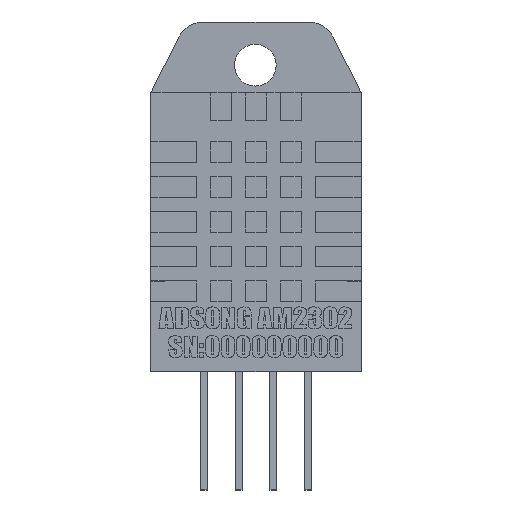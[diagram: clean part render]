
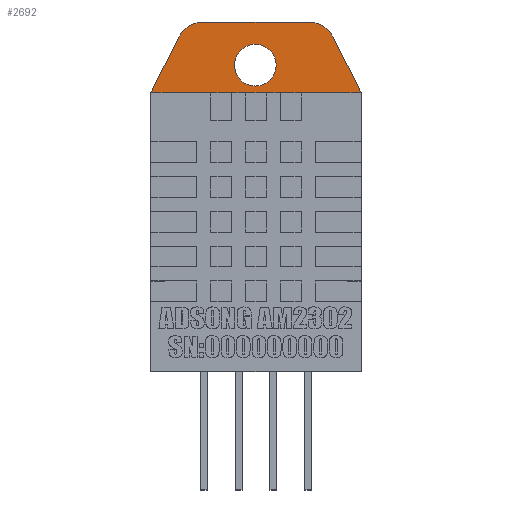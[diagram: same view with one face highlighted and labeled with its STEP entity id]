
A CAD part, top view. The second image highlights one B-rep face of the part: STEP entity #2692.
In plain terms, the highlighted planar face has unit normal (0, 0, 1).
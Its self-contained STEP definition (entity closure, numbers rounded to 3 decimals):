
#260 = DIRECTION ( 'NONE',  ( 0., 0., 1. ) ) ;
#1074 = EDGE_CURVE ( 'NONE', #22708, #7329, #4421, .T. ) ;
#1784 = EDGE_CURVE ( 'NONE', #22708, #12909, #5959, .T. ) ;
#1858 = CARTESIAN_POINT ( 'NONE',  ( 7.5, 22., 2. ) ) ;
#2030 = DIRECTION ( 'NONE',  ( 1., 0., 0. ) ) ;
#2038 = ORIENTED_EDGE ( 'NONE', *, *, #11867, .F. ) ;
#2610 = CARTESIAN_POINT ( 'NONE',  ( 11.314, 25.1, 2. ) ) ;
#2692 = ADVANCED_FACE ( 'NONE', ( #10312, #9789 ), #20267, .F. ) ;
#3651 = CARTESIAN_POINT ( 'NONE',  ( 9., 22., 2. ) ) ;
#4059 = CARTESIAN_POINT ( 'NONE',  ( 7.5, 22., 2. ) ) ;
#4421 = LINE ( 'NONE', #15125, #7710 ) ;
#5066 = CARTESIAN_POINT ( 'NONE',  ( 0., 20., 2. ) ) ;
#5377 = VERTEX_POINT ( 'NONE', #19000 ) ;
#5395 = CARTESIAN_POINT ( 'NONE',  ( 13.103, 23.994, 2. ) ) ;
#5886 = ORIENTED_EDGE ( 'NONE', *, *, #22348, .T. ) ;
#5959 = LINE ( 'NONE', #8203, #20913 ) ;
#6194 = ORIENTED_EDGE ( 'NONE', *, *, #19541, .F. ) ;
#6248 = AXIS2_PLACEMENT_3D ( 'NONE', #16293, #7889, #21427 ) ;
#6367 = DIRECTION ( 'NONE',  ( -0.447, -0.894, 0. ) ) ;
#7329 = VERTEX_POINT ( 'NONE', #5395 ) ;
#7432 = CARTESIAN_POINT ( 'NONE',  ( 3.786, 25.1, 2. ) ) ;
#7710 = VECTOR ( 'NONE', #25578, 1000. ) ;
#7889 = DIRECTION ( 'NONE',  ( 0., 0., -1. ) ) ;
#8203 = CARTESIAN_POINT ( 'NONE',  ( 0., 20., 2. ) ) ;
#8316 = EDGE_LOOP ( 'NONE', ( #17191, #28143, #5886, #33179, #25153, #24423 ) ) ;
#8557 = CARTESIAN_POINT ( 'NONE',  ( 2.55, 25.1, 2. ) ) ;
#8842 = AXIS2_PLACEMENT_3D ( 'NONE', #27266, #33064, #11636 ) ;
#9309 = CARTESIAN_POINT ( 'NONE',  ( 15.1, 20., 2. ) ) ;
#9784 = CARTESIAN_POINT ( 'NONE',  ( 6., 22., 2. ) ) ;
#9789 = FACE_OUTER_BOUND ( 'NONE', #8316, .T. ) ;
#10312 = FACE_BOUND ( 'NONE', #11767, .T. ) ;
#10328 = CIRCLE ( 'NONE', #27884, 1.5 ) ;
#11636 = DIRECTION ( 'NONE',  ( -1., 0., 0. ) ) ;
#11767 = EDGE_LOOP ( 'NONE', ( #2038, #6194 ) ) ;
#11867 = EDGE_CURVE ( 'NONE', #31005, #20813, #10328, .T. ) ;
#12909 = VERTEX_POINT ( 'NONE', #5066 ) ;
#14419 = DIRECTION ( 'NONE',  ( 0., 0., 1. ) ) ;
#14925 = CIRCLE ( 'NONE', #8842, 2. ) ;
#14938 = DIRECTION ( 'NONE',  ( 1., 0., 0. ) ) ;
#15125 = CARTESIAN_POINT ( 'NONE',  ( 12.55, 25.1, 2. ) ) ;
#16293 = CARTESIAN_POINT ( 'NONE',  ( 0., 0., 2. ) ) ;
#16683 = VERTEX_POINT ( 'NONE', #2610 ) ;
#17191 = ORIENTED_EDGE ( 'NONE', *, *, #1074, .T. ) ;
#17757 = AXIS2_PLACEMENT_3D ( 'NONE', #26236, #260, #28987 ) ;
#18847 = CIRCLE ( 'NONE', #17757, 2. ) ;
#19000 = CARTESIAN_POINT ( 'NONE',  ( 1.997, 23.994, 2. ) ) ;
#19541 = EDGE_CURVE ( 'NONE', #20813, #31005, #21683, .T. ) ;
#19958 = LINE ( 'NONE', #25073, #28352 ) ;
#20267 = PLANE ( 'NONE',  #6248 ) ;
#20639 = AXIS2_PLACEMENT_3D ( 'NONE', #1858, #23010, #2030 ) ;
#20813 = VERTEX_POINT ( 'NONE', #3651 ) ;
#20913 = VECTOR ( 'NONE', #24479, 1000. ) ;
#21120 = LINE ( 'NONE', #8557, #23195 ) ;
#21427 = DIRECTION ( 'NONE',  ( -1., 0., 0. ) ) ;
#21683 = CIRCLE ( 'NONE', #20639, 1.5 ) ;
#22348 = EDGE_CURVE ( 'NONE', #16683, #32661, #21120, .T. ) ;
#22603 = EDGE_CURVE ( 'NONE', #7329, #16683, #18847, .T. ) ;
#22708 = VERTEX_POINT ( 'NONE', #9309 ) ;
#23010 = DIRECTION ( 'NONE',  ( 0., 0., 1. ) ) ;
#23195 = VECTOR ( 'NONE', #29185, 1000. ) ;
#24423 = ORIENTED_EDGE ( 'NONE', *, *, #1784, .F. ) ;
#24479 = DIRECTION ( 'NONE',  ( -1., 0., 0. ) ) ;
#25073 = CARTESIAN_POINT ( 'NONE',  ( 0., 20., 2. ) ) ;
#25153 = ORIENTED_EDGE ( 'NONE', *, *, #26599, .T. ) ;
#25578 = DIRECTION ( 'NONE',  ( -0.447, 0.894, 0. ) ) ;
#26236 = CARTESIAN_POINT ( 'NONE',  ( 11.314, 23.1, 2. ) ) ;
#26599 = EDGE_CURVE ( 'NONE', #5377, #12909, #19958, .T. ) ;
#27266 = CARTESIAN_POINT ( 'NONE',  ( 3.786, 23.1, 2. ) ) ;
#27884 = AXIS2_PLACEMENT_3D ( 'NONE', #4059, #14419, #14938 ) ;
#28143 = ORIENTED_EDGE ( 'NONE', *, *, #22603, .T. ) ;
#28352 = VECTOR ( 'NONE', #6367, 1000. ) ;
#28987 = DIRECTION ( 'NONE',  ( -1., 0., 0. ) ) ;
#29185 = DIRECTION ( 'NONE',  ( -1., 0., 0. ) ) ;
#30291 = EDGE_CURVE ( 'NONE', #32661, #5377, #14925, .T. ) ;
#31005 = VERTEX_POINT ( 'NONE', #9784 ) ;
#32661 = VERTEX_POINT ( 'NONE', #7432 ) ;
#33064 = DIRECTION ( 'NONE',  ( 0., 0., 1. ) ) ;
#33179 = ORIENTED_EDGE ( 'NONE', *, *, #30291, .T. ) ;
